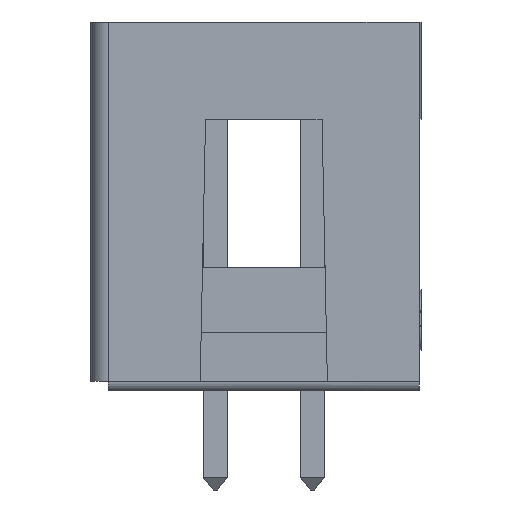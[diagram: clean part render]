
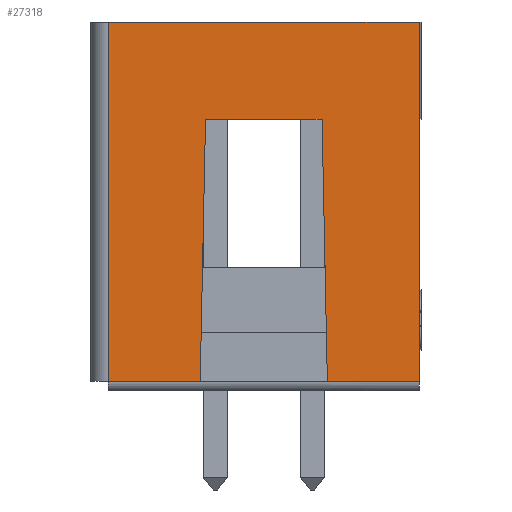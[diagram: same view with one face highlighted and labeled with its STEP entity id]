
A CAD part, left-side view. The second image highlights one B-rep face of the part: STEP entity #27318.
In plain terms, the highlighted planar face has unit normal (-1, 0, 0).
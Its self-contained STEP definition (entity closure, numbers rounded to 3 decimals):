
#25054=CARTESIAN_POINT('',(-35.408,-1.524,7.112));
#25055=VERTEX_POINT('',#25054);
#25065=CARTESIAN_POINT('',(-35.408,1.524,7.112));
#25066=VERTEX_POINT('',#25065);
#25067=CARTESIAN_POINT('',(-35.408,1.524,7.112));
#25068=CARTESIAN_POINT('',(-35.408,0.508,7.112));
#25069=CARTESIAN_POINT('',(-35.408,-0.508,7.112));
#25070=CARTESIAN_POINT('',(-35.408,-1.524,7.112));
#25071=QUASI_UNIFORM_CURVE('',3,(#25067,#25068,#25069,#25070),.UNSPECIFIED.,.F.,.U.);
#25072=EDGE_CURVE('',#25066,#25055,#25071,.T.);
#25614=CARTESIAN_POINT('',(-35.408,4.064,9.652));
#25615=VERTEX_POINT('',#25614);
#25616=CARTESIAN_POINT('',(-35.408,4.064,0.254));
#25617=VERTEX_POINT('',#25616);
#25618=CARTESIAN_POINT('',(-35.408,4.064,9.652));
#25619=CARTESIAN_POINT('',(-35.408,4.064,6.519));
#25620=CARTESIAN_POINT('',(-35.408,4.064,3.387));
#25621=CARTESIAN_POINT('',(-35.408,4.064,0.254));
#25622=QUASI_UNIFORM_CURVE('',3,(#25618,#25619,#25620,#25621),.UNSPECIFIED.,.F.,.U.);
#25623=EDGE_CURVE('',#25615,#25617,#25622,.T.);
#26170=CARTESIAN_POINT('',(-35.408,1.664,0.254));
#26171=VERTEX_POINT('',#26170);
#26172=CARTESIAN_POINT('',(-35.408,1.664,0.254));
#26173=CARTESIAN_POINT('',(-35.408,1.617,2.54));
#26174=CARTESIAN_POINT('',(-35.408,1.571,4.826));
#26175=CARTESIAN_POINT('',(-35.408,1.524,7.112));
#26176=QUASI_UNIFORM_CURVE('',3,(#26172,#26173,#26174,#26175),.UNSPECIFIED.,.F.,.U.);
#26177=EDGE_CURVE('',#26171,#25066,#26176,.T.);
#26243=CARTESIAN_POINT('',(-35.408,-1.664,0.254));
#26244=VERTEX_POINT('',#26243);
#26252=CARTESIAN_POINT('',(-35.408,-1.524,7.112));
#26253=CARTESIAN_POINT('',(-35.408,-1.571,4.826));
#26254=CARTESIAN_POINT('',(-35.408,-1.617,2.54));
#26255=CARTESIAN_POINT('',(-35.408,-1.664,0.254));
#26256=QUASI_UNIFORM_CURVE('',3,(#26252,#26253,#26254,#26255),.UNSPECIFIED.,.F.,.U.);
#26257=EDGE_CURVE('',#25055,#26244,#26256,.T.);
#27275=CARTESIAN_POINT('',(-35.408,4.47,10.122));
#27276=DIRECTION('',(-1.0,0.0,0.0));
#27277=DIRECTION('',(0.0,0.0,-1.0));
#27278=AXIS2_PLACEMENT_3D('',#27275,#27276,#27277);
#27279=PLANE('',#27278);
#27280=ORIENTED_EDGE('',*,*,#25623,.T.);
#27281=CARTESIAN_POINT('',(-35.408,1.664,0.254));
#27282=CARTESIAN_POINT('',(-35.408,2.464,0.254));
#27283=CARTESIAN_POINT('',(-35.408,3.264,0.254));
#27284=CARTESIAN_POINT('',(-35.408,4.064,0.254));
#27285=QUASI_UNIFORM_CURVE('',3,(#27281,#27282,#27283,#27284),.UNSPECIFIED.,.F.,.U.);
#27286=EDGE_CURVE('',#26171,#25617,#27285,.T.);
#27287=ORIENTED_EDGE('',*,*,#27286,.F.);
#27288=ORIENTED_EDGE('',*,*,#26177,.T.);
#27289=ORIENTED_EDGE('',*,*,#25072,.T.);
#27290=ORIENTED_EDGE('',*,*,#26257,.T.);
#27291=CARTESIAN_POINT('',(-35.408,-4.064,0.254));
#27292=VERTEX_POINT('',#27291);
#27293=CARTESIAN_POINT('',(-35.408,-4.064,0.254));
#27294=CARTESIAN_POINT('',(-35.408,-3.264,0.254));
#27295=CARTESIAN_POINT('',(-35.408,-2.464,0.254));
#27296=CARTESIAN_POINT('',(-35.408,-1.664,0.254));
#27297=QUASI_UNIFORM_CURVE('',3,(#27293,#27294,#27295,#27296),.UNSPECIFIED.,.F.,.U.);
#27298=EDGE_CURVE('',#27292,#26244,#27297,.T.);
#27299=ORIENTED_EDGE('',*,*,#27298,.F.);
#27300=CARTESIAN_POINT('',(-35.408,-4.064,9.652));
#27301=VERTEX_POINT('',#27300);
#27302=CARTESIAN_POINT('',(-35.408,-4.064,9.652));
#27303=CARTESIAN_POINT('',(-35.408,-4.064,6.519));
#27304=CARTESIAN_POINT('',(-35.408,-4.064,3.387));
#27305=CARTESIAN_POINT('',(-35.408,-4.064,0.254));
#27306=QUASI_UNIFORM_CURVE('',3,(#27302,#27303,#27304,#27305),.UNSPECIFIED.,.F.,.U.);
#27307=EDGE_CURVE('',#27301,#27292,#27306,.T.);
#27308=ORIENTED_EDGE('',*,*,#27307,.F.);
#27309=CARTESIAN_POINT('',(-35.408,4.064,9.652));
#27310=CARTESIAN_POINT('',(-35.408,1.355,9.652));
#27311=CARTESIAN_POINT('',(-35.408,-1.355,9.652));
#27312=CARTESIAN_POINT('',(-35.408,-4.064,9.652));
#27313=QUASI_UNIFORM_CURVE('',3,(#27309,#27310,#27311,#27312),.UNSPECIFIED.,.F.,.U.);
#27314=EDGE_CURVE('',#25615,#27301,#27313,.T.);
#27315=ORIENTED_EDGE('',*,*,#27314,.F.);
#27316=EDGE_LOOP('',(#27280,#27287,#27288,#27289,#27290,#27299,#27308,#27315));
#27317=FACE_OUTER_BOUND('',#27316,.T.);
#27318=ADVANCED_FACE('',(#27317),#27279,.T.);
